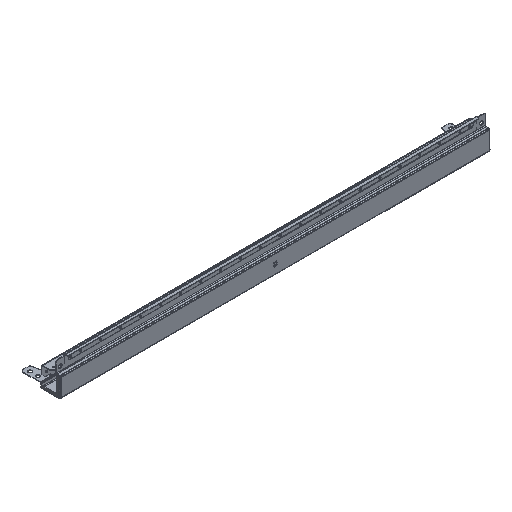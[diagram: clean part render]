
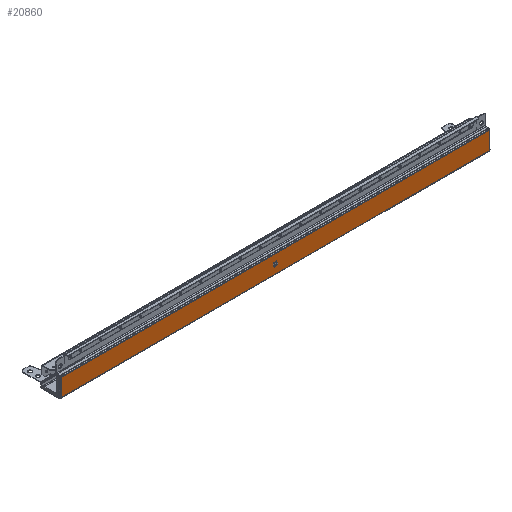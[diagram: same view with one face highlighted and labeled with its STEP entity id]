
A CAD part, isometric view. The second image highlights one B-rep face of the part: STEP entity #20860.
In plain terms, the highlighted planar face has unit normal (0, -1, 0).
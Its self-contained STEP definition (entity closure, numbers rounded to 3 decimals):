
#775 = CARTESIAN_POINT ( 'NONE',  ( -2.656, -1.5, -4.6 ) ) ;
#1128 = EDGE_CURVE ( 'NONE', #9199, #15375, #26020, .T. ) ;
#1251 = LINE ( 'NONE', #5769, #20397 ) ;
#1817 = FACE_OUTER_BOUND ( 'NONE', #26328, .T. ) ;
#1830 = EDGE_CURVE ( 'NONE', #24274, #7648, #6531, .T. ) ;
#2258 = VERTEX_POINT ( 'NONE', #12815 ) ;
#2381 = DIRECTION ( 'NONE',  ( 0., 0., -1. ) ) ;
#2459 = CARTESIAN_POINT ( 'NONE',  ( 2.656, -1.5, -4.6 ) ) ;
#2819 = CARTESIAN_POINT ( 'NONE',  ( -2.656, -1.5, 4.6 ) ) ;
#2841 = ORIENTED_EDGE ( 'NONE', *, *, #7653, .T. ) ;
#2983 = CARTESIAN_POINT ( 'NONE',  ( 537.646, -1.5, 22. ) ) ;
#3065 = CARTESIAN_POINT ( 'NONE',  ( 5.312, -1.5, 0. ) ) ;
#3483 = ORIENTED_EDGE ( 'NONE', *, *, #1128, .F. ) ;
#3495 = DIRECTION ( 'NONE',  ( 0.5, 0., -0.866 ) ) ;
#3580 = VECTOR ( 'NONE', #12475, 1000. ) ;
#4004 = DIRECTION ( 'NONE',  ( 0., -1., 0. ) ) ;
#4188 = EDGE_CURVE ( 'NONE', #21060, #23059, #10696, .T. ) ;
#4522 = EDGE_CURVE ( 'NONE', #12937, #9199, #18745, .T. ) ;
#4772 = ORIENTED_EDGE ( 'NONE', *, *, #4188, .T. ) ;
#5038 = CARTESIAN_POINT ( 'NONE',  ( -539.5, -1.5, -22. ) ) ;
#5049 = DIRECTION ( 'NONE',  ( -1., 0., 0. ) ) ;
#5598 = EDGE_CURVE ( 'NONE', #23059, #17754, #23449, .T. ) ;
#5769 = CARTESIAN_POINT ( 'NONE',  ( 2.656, -1.5, -4.6 ) ) ;
#6365 = DIRECTION ( 'NONE',  ( -0.5, 0., -0.866 ) ) ;
#6467 = VECTOR ( 'NONE', #11062, 1000. ) ;
#6531 = LINE ( 'NONE', #775, #18070 ) ;
#6540 = VERTEX_POINT ( 'NONE', #24821 ) ;
#7364 = LINE ( 'NONE', #5038, #11128 ) ;
#7648 = VERTEX_POINT ( 'NONE', #2459 ) ;
#7653 = EDGE_CURVE ( 'NONE', #17754, #2258, #25373, .T. ) ;
#8083 = VECTOR ( 'NONE', #25378, 1000. ) ;
#8143 = FACE_BOUND ( 'NONE', #11836, .T. ) ;
#8402 = ORIENTED_EDGE ( 'NONE', *, *, #5598, .T. ) ;
#8638 = CARTESIAN_POINT ( 'NONE',  ( 536.5, -1.5, -22. ) ) ;
#8685 = CARTESIAN_POINT ( 'NONE',  ( -2.656, -1.5, 4.6 ) ) ;
#9199 = VERTEX_POINT ( 'NONE', #16760 ) ;
#10517 = DIRECTION ( 'NONE',  ( -0.5, 0., 0.866 ) ) ;
#10696 = LINE ( 'NONE', #8638, #8083 ) ;
#11062 = DIRECTION ( 'NONE',  ( -1., 0., 0. ) ) ;
#11128 = VECTOR ( 'NONE', #21918, 1000. ) ;
#11836 = EDGE_LOOP ( 'NONE', ( #22788, #3483, #23096, #12119, #16320, #18457 ) ) ;
#12119 = ORIENTED_EDGE ( 'NONE', *, *, #24436, .F. ) ;
#12158 = LINE ( 'NONE', #16393, #13627 ) ;
#12475 = DIRECTION ( 'NONE',  ( 0., 0., -1. ) ) ;
#12612 = CARTESIAN_POINT ( 'NONE',  ( -536.5, -1.5, 23.146 ) ) ;
#12729 = EDGE_CURVE ( 'NONE', #6540, #24274, #12158, .T. ) ;
#12809 = LINE ( 'NONE', #8685, #25517 ) ;
#12815 = CARTESIAN_POINT ( 'NONE',  ( -536.5, -1.5, -22. ) ) ;
#12937 = VERTEX_POINT ( 'NONE', #3065 ) ;
#13538 = CARTESIAN_POINT ( 'NONE',  ( 2.656, -1.5, 4.6 ) ) ;
#13627 = VECTOR ( 'NONE', #3495, 1000. ) ;
#14675 = VECTOR ( 'NONE', #10517, 1000. ) ;
#15375 = VERTEX_POINT ( 'NONE', #2819 ) ;
#15659 = EDGE_CURVE ( 'NONE', #15375, #6540, #12809, .T. ) ;
#15846 = AXIS2_PLACEMENT_3D ( 'NONE', #19112, #4004, #2381 ) ;
#16320 = ORIENTED_EDGE ( 'NONE', *, *, #1830, .F. ) ;
#16393 = CARTESIAN_POINT ( 'NONE',  ( -5.312, -1.5, 0. ) ) ;
#16760 = CARTESIAN_POINT ( 'NONE',  ( 2.656, -1.5, 4.6 ) ) ;
#17253 = EDGE_CURVE ( 'NONE', #2258, #21060, #7364, .T. ) ;
#17263 = CARTESIAN_POINT ( 'NONE',  ( 536.5, -1.5, 22. ) ) ;
#17726 = CARTESIAN_POINT ( 'NONE',  ( -2.656, -1.5, -4.6 ) ) ;
#17754 = VERTEX_POINT ( 'NONE', #24590 ) ;
#18070 = VECTOR ( 'NONE', #19021, 1000. ) ;
#18376 = DIRECTION ( 'NONE',  ( 0.5, 0., 0.866 ) ) ;
#18457 = ORIENTED_EDGE ( 'NONE', *, *, #12729, .F. ) ;
#18657 = VECTOR ( 'NONE', #5049, 1000. ) ;
#18745 = LINE ( 'NONE', #19284, #14675 ) ;
#19021 = DIRECTION ( 'NONE',  ( 1., 0., 0. ) ) ;
#19112 = CARTESIAN_POINT ( 'NONE',  ( 0., -1.5, 0. ) ) ;
#19284 = CARTESIAN_POINT ( 'NONE',  ( 5.312, -1.5, 0. ) ) ;
#20397 = VECTOR ( 'NONE', #18376, 1000. ) ;
#20860 = ADVANCED_FACE ( 'NONE', ( #8143, #1817 ), #20910, .T. ) ;
#20910 = PLANE ( 'NONE',  #15846 ) ;
#21060 = VERTEX_POINT ( 'NONE', #24566 ) ;
#21918 = DIRECTION ( 'NONE',  ( 1., 0., 0. ) ) ;
#22623 = ORIENTED_EDGE ( 'NONE', *, *, #17253, .T. ) ;
#22788 = ORIENTED_EDGE ( 'NONE', *, *, #15659, .F. ) ;
#23059 = VERTEX_POINT ( 'NONE', #17263 ) ;
#23096 = ORIENTED_EDGE ( 'NONE', *, *, #4522, .F. ) ;
#23449 = LINE ( 'NONE', #2983, #18657 ) ;
#24274 = VERTEX_POINT ( 'NONE', #17726 ) ;
#24436 = EDGE_CURVE ( 'NONE', #7648, #12937, #1251, .T. ) ;
#24566 = CARTESIAN_POINT ( 'NONE',  ( 536.5, -1.5, -22. ) ) ;
#24590 = CARTESIAN_POINT ( 'NONE',  ( -536.5, -1.5, 22. ) ) ;
#24821 = CARTESIAN_POINT ( 'NONE',  ( -5.312, -1.5, 0. ) ) ;
#25373 = LINE ( 'NONE', #12612, #3580 ) ;
#25378 = DIRECTION ( 'NONE',  ( 0., 0., 1. ) ) ;
#25517 = VECTOR ( 'NONE', #6365, 1000. ) ;
#26020 = LINE ( 'NONE', #13538, #6467 ) ;
#26328 = EDGE_LOOP ( 'NONE', ( #4772, #8402, #2841, #22623 ) ) ;
